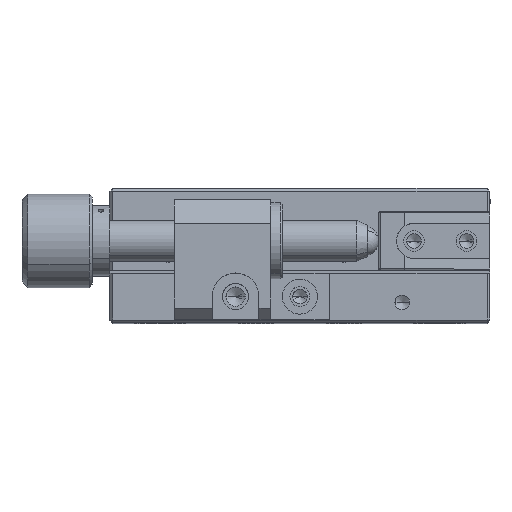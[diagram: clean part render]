
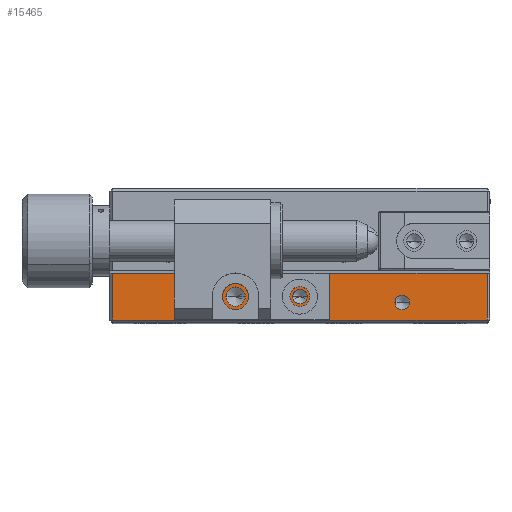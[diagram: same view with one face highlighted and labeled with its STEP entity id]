
A CAD part, top view. The second image highlights one B-rep face of the part: STEP entity #15465.
In plain terms, the highlighted planar face has unit normal (0, 0, 1).
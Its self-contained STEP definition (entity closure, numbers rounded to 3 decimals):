
#24 = ORIENTED_EDGE ( 'NONE', *, *, #5549, .T. ) ;
#102 = EDGE_LOOP ( 'NONE', ( #1646, #18083 ) ) ;
#914 = EDGE_CURVE ( 'NONE', #6074, #3027, #18994, .T. ) ;
#959 = CARTESIAN_POINT ( 'NONE',  ( 32., 0.5, 32.5 ) ) ;
#1128 = VERTEX_POINT ( 'NONE', #13849 ) ;
#1571 = VECTOR ( 'NONE', #5450, 1000. ) ;
#1646 = ORIENTED_EDGE ( 'NONE', *, *, #28415, .F. ) ;
#1811 = VECTOR ( 'NONE', #25489, 1000. ) ;
#1840 = EDGE_CURVE ( 'NONE', #26634, #11752, #14487, .T. ) ;
#2143 = CARTESIAN_POINT ( 'NONE',  ( -32., 8.5, 32.5 ) ) ;
#2224 = DIRECTION ( 'NONE',  ( 1., 0., 0. ) ) ;
#2442 = CIRCLE ( 'NONE', #32311, 1.65 ) ;
#2584 = LINE ( 'NONE', #22045, #5410 ) ;
#2747 = CARTESIAN_POINT ( 'NONE',  ( 32., 0., 32.5 ) ) ;
#2802 = CARTESIAN_POINT ( 'NONE',  ( -18.75, 3.5, 32.5 ) ) ;
#3027 = VERTEX_POINT ( 'NONE', #29738 ) ;
#3104 = CIRCLE ( 'NONE', #9249, 1.65 ) ;
#3303 = CIRCLE ( 'NONE', #6737, 1.25 ) ;
#4104 = PLANE ( 'NONE',  #32661 ) ;
#4237 = EDGE_LOOP ( 'NONE', ( #24, #14934, #12786, #20281 ) ) ;
#5304 = VERTEX_POINT ( 'NONE', #959 ) ;
#5410 = VECTOR ( 'NONE', #24627, 1000. ) ;
#5450 = DIRECTION ( 'NONE',  ( 0., 1., 0. ) ) ;
#5549 = EDGE_CURVE ( 'NONE', #1128, #6816, #29232, .T. ) ;
#5949 = CARTESIAN_POINT ( 'NONE',  ( -11., 4.5, 32.5 ) ) ;
#6074 = VERTEX_POINT ( 'NONE', #2802 ) ;
#6154 = DIRECTION ( 'NONE',  ( 0., 0., 1. ) ) ;
#6479 = AXIS2_PLACEMENT_3D ( 'NONE', #22326, #22655, #2224 ) ;
#6528 = EDGE_CURVE ( 'NONE', #11752, #26634, #25540, .T. ) ;
#6737 = AXIS2_PLACEMENT_3D ( 'NONE', #10286, #23426, #30640 ) ;
#6764 = DIRECTION ( 'NONE',  ( 1., 0., 0. ) ) ;
#6816 = VERTEX_POINT ( 'NONE', #2143 ) ;
#7104 = FACE_BOUND ( 'NONE', #31195, .T. ) ;
#7184 = CARTESIAN_POINT ( 'NONE',  ( 17.5, 3.5, 32.5 ) ) ;
#7936 = CARTESIAN_POINT ( 'NONE',  ( -17.5, 3.5, 32.5 ) ) ;
#7946 = EDGE_LOOP ( 'NONE', ( #30212, #26627 ) ) ;
#8358 = VERTEX_POINT ( 'NONE', #15723 ) ;
#8492 = VERTEX_POINT ( 'NONE', #21344 ) ;
#8620 = DIRECTION ( 'NONE',  ( 1., 0., 0. ) ) ;
#9249 = AXIS2_PLACEMENT_3D ( 'NONE', #5949, #6154, #19192 ) ;
#9443 = VERTEX_POINT ( 'NONE', #26108 ) ;
#10257 = VERTEX_POINT ( 'NONE', #23387 ) ;
#10286 = CARTESIAN_POINT ( 'NONE',  ( 0., 4.5, 32.5 ) ) ;
#11194 = CARTESIAN_POINT ( 'NONE',  ( -17.5, 3.5, 32.5 ) ) ;
#11439 = AXIS2_PLACEMENT_3D ( 'NONE', #7936, #25879, #8620 ) ;
#11752 = VERTEX_POINT ( 'NONE', #33067 ) ;
#12214 = DIRECTION ( 'NONE',  ( 1., 0., 0. ) ) ;
#12786 = ORIENTED_EDGE ( 'NONE', *, *, #16589, .T. ) ;
#13158 = CARTESIAN_POINT ( 'NONE',  ( 32.5, 8.5, 32.5 ) ) ;
#13849 = CARTESIAN_POINT ( 'NONE',  ( 32., 8.5, 32.5 ) ) ;
#14343 = FACE_BOUND ( 'NONE', #102, .T. ) ;
#14487 = CIRCLE ( 'NONE', #26796, 1.25 ) ;
#14934 = ORIENTED_EDGE ( 'NONE', *, *, #26664, .T. ) ;
#15465 = ADVANCED_FACE ( 'NONE', ( #21565, #20401, #7104, #14343, #22378 ), #4104, .F. ) ;
#15723 = CARTESIAN_POINT ( 'NONE',  ( -1.25, 4.5, 32.5 ) ) ;
#15966 = CARTESIAN_POINT ( 'NONE',  ( 17.5, 3.5, 32.5 ) ) ;
#16206 = CIRCLE ( 'NONE', #6479, 1.25 ) ;
#16589 = EDGE_CURVE ( 'NONE', #9443, #5304, #2584, .T. ) ;
#16668 = ORIENTED_EDGE ( 'NONE', *, *, #914, .F. ) ;
#17520 = CARTESIAN_POINT ( 'NONE',  ( 18.75, 3.5, 32.5 ) ) ;
#18083 = ORIENTED_EDGE ( 'NONE', *, *, #27126, .F. ) ;
#18769 = AXIS2_PLACEMENT_3D ( 'NONE', #11194, #18849, #29160 ) ;
#18849 = DIRECTION ( 'NONE',  ( 0., 0., 1. ) ) ;
#18994 = CIRCLE ( 'NONE', #18769, 1.25 ) ;
#19192 = DIRECTION ( 'NONE',  ( 1., 0., 0. ) ) ;
#19470 = ORIENTED_EDGE ( 'NONE', *, *, #19780, .F. ) ;
#19479 = CIRCLE ( 'NONE', #11439, 1.25 ) ;
#19678 = DIRECTION ( 'NONE',  ( 0., 0., 1. ) ) ;
#19780 = EDGE_CURVE ( 'NONE', #3027, #6074, #19479, .T. ) ;
#19890 = CARTESIAN_POINT ( 'NONE',  ( -11., 4.5, 32.5 ) ) ;
#20281 = ORIENTED_EDGE ( 'NONE', *, *, #31041, .T. ) ;
#20401 = FACE_BOUND ( 'NONE', #29477, .T. ) ;
#21344 = CARTESIAN_POINT ( 'NONE',  ( -12.65, 4.5, 32.5 ) ) ;
#21565 = FACE_BOUND ( 'NONE', #7946, .T. ) ;
#22045 = CARTESIAN_POINT ( 'NONE',  ( 32.5, 0.5, 32.5 ) ) ;
#22052 = DIRECTION ( 'NONE',  ( 0., 0., -1. ) ) ;
#22157 = DIRECTION ( 'NONE',  ( -1., 0., 0. ) ) ;
#22326 = CARTESIAN_POINT ( 'NONE',  ( 0., 4.5, 32.5 ) ) ;
#22378 = FACE_OUTER_BOUND ( 'NONE', #4237, .T. ) ;
#22655 = DIRECTION ( 'NONE',  ( 0., 0., 1. ) ) ;
#23387 = CARTESIAN_POINT ( 'NONE',  ( -9.35, 4.5, 32.5 ) ) ;
#23405 = ORIENTED_EDGE ( 'NONE', *, *, #1840, .F. ) ;
#23426 = DIRECTION ( 'NONE',  ( 0., 0., 1. ) ) ;
#23502 = ORIENTED_EDGE ( 'NONE', *, *, #6528, .F. ) ;
#23503 = DIRECTION ( 'NONE',  ( -1., 0., 0. ) ) ;
#24102 = AXIS2_PLACEMENT_3D ( 'NONE', #15966, #26650, #31625 ) ;
#24627 = DIRECTION ( 'NONE',  ( 1., 0., 0. ) ) ;
#25489 = DIRECTION ( 'NONE',  ( 0., -1., 0. ) ) ;
#25540 = CIRCLE ( 'NONE', #24102, 1.25 ) ;
#25744 = EDGE_CURVE ( 'NONE', #10257, #8492, #3104, .T. ) ;
#25879 = DIRECTION ( 'NONE',  ( 0., 0., 1. ) ) ;
#26108 = CARTESIAN_POINT ( 'NONE',  ( -32., 0.5, 32.5 ) ) ;
#26627 = ORIENTED_EDGE ( 'NONE', *, *, #29247, .F. ) ;
#26634 = VERTEX_POINT ( 'NONE', #17520 ) ;
#26650 = DIRECTION ( 'NONE',  ( 0., 0., 1. ) ) ;
#26664 = EDGE_CURVE ( 'NONE', #6816, #9443, #31978, .T. ) ;
#26796 = AXIS2_PLACEMENT_3D ( 'NONE', #7184, #27734, #12214 ) ;
#27126 = EDGE_CURVE ( 'NONE', #8358, #30310, #16206, .T. ) ;
#27734 = DIRECTION ( 'NONE',  ( 0., 0., 1. ) ) ;
#28099 = LINE ( 'NONE', #2747, #1571 ) ;
#28415 = EDGE_CURVE ( 'NONE', #30310, #8358, #3303, .T. ) ;
#29160 = DIRECTION ( 'NONE',  ( 1., 0., 0. ) ) ;
#29232 = LINE ( 'NONE', #13158, #32482 ) ;
#29247 = EDGE_CURVE ( 'NONE', #8492, #10257, #2442, .T. ) ;
#29477 = EDGE_LOOP ( 'NONE', ( #23405, #23502 ) ) ;
#29698 = CARTESIAN_POINT ( 'NONE',  ( 32.5, 0., 32.5 ) ) ;
#29738 = CARTESIAN_POINT ( 'NONE',  ( -16.25, 3.5, 32.5 ) ) ;
#29920 = CARTESIAN_POINT ( 'NONE',  ( 1.25, 4.5, 32.5 ) ) ;
#30212 = ORIENTED_EDGE ( 'NONE', *, *, #25744, .F. ) ;
#30310 = VERTEX_POINT ( 'NONE', #29920 ) ;
#30640 = DIRECTION ( 'NONE',  ( 1., 0., 0. ) ) ;
#30790 = CARTESIAN_POINT ( 'NONE',  ( -32., 0., 32.5 ) ) ;
#31041 = EDGE_CURVE ( 'NONE', #5304, #1128, #28099, .T. ) ;
#31195 = EDGE_LOOP ( 'NONE', ( #19470, #16668 ) ) ;
#31625 = DIRECTION ( 'NONE',  ( 1., 0., 0. ) ) ;
#31978 = LINE ( 'NONE', #30790, #1811 ) ;
#32311 = AXIS2_PLACEMENT_3D ( 'NONE', #19890, #19678, #6764 ) ;
#32482 = VECTOR ( 'NONE', #23503, 1000. ) ;
#32661 = AXIS2_PLACEMENT_3D ( 'NONE', #29698, #22052, #22157 ) ;
#33067 = CARTESIAN_POINT ( 'NONE',  ( 16.25, 3.5, 32.5 ) ) ;
